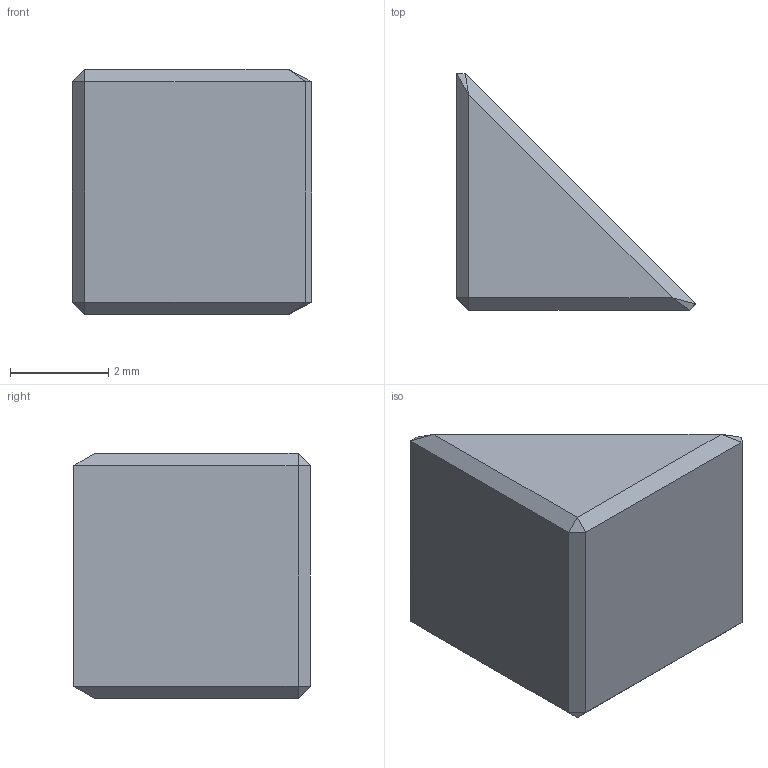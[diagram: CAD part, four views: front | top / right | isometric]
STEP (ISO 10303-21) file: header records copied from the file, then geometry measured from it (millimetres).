
FILE_DESCRIPTION (( 'STEP AP203' ), '1' );
FILE_NAME ('13648-E0W.STEP', '2012-10-16T21:14:06', ( 'Admin' ), ( '' ), 'SwSTEP 2.0', 'SolidWorks 2011', '' );
FILE_SCHEMA (( 'CONFIG_CONTROL_DESIGN' ));
Length unit declared in the file: millimetre
Products named in the file (1): 13648-E0W
Bounding box: 4.88 x 4.82 x 5 mm (x, y, z)
Surface area: 101.9 mm2 (no closed solid volume)
Topology: 0 solids, 1 shells, 20 faces, 36 edges, 18 vertices
Faces by surface type: plane 20
Entity records: 533 total; most frequent: DIRECTION 78, CARTESIAN_POINT 75, ORIENTED_EDGE 72, VECTOR 36, LINE 36, EDGE_CURVE 36, AXIS2_PLACEMENT_3D 21, PLANE 20
